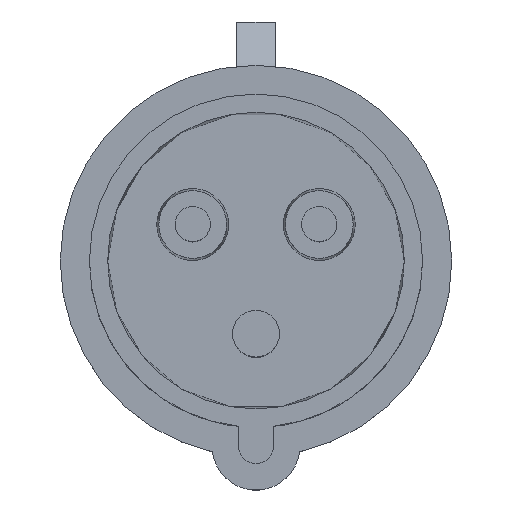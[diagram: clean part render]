
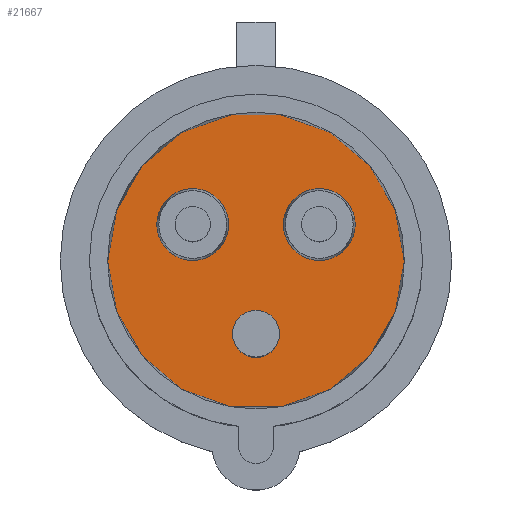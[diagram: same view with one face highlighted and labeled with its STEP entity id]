
A CAD part, top view. The second image highlights one B-rep face of the part: STEP entity #21667.
In plain terms, the highlighted planar face has unit normal (0, 0, 1).
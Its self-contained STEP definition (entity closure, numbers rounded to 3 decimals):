
#203 = EDGE_CURVE ( 'NONE', #1999, #18813, #4198, .T. ) ;
#224 = DIRECTION ( 'NONE',  ( 1., 0., 0. ) ) ;
#802 = DIRECTION ( 'NONE',  ( 1., 0., 0. ) ) ;
#1230 = AXIS2_PLACEMENT_3D ( 'NONE', #6057, #17888, #3865 ) ;
#1505 = DIRECTION ( 'NONE',  ( 0., 0., -1. ) ) ;
#1999 = VERTEX_POINT ( 'NONE', #4773 ) ;
#2504 = CIRCLE ( 'NONE', #13263, 6.15 ) ;
#3478 = CARTESIAN_POINT ( 'NONE',  ( -3.999, -12.5, -1.187 ) ) ;
#3564 = CARTESIAN_POINT ( 'NONE',  ( -25.372, 0., -1.187 ) ) ;
#3849 = CIRCLE ( 'NONE', #18395, 25.372 ) ;
#3865 = DIRECTION ( 'NONE',  ( 1., 0., 0. ) ) ;
#4130 = FACE_OUTER_BOUND ( 'NONE', #20636, .T. ) ;
#4198 = CIRCLE ( 'NONE', #21240, 6.15 ) ;
#4270 = FACE_BOUND ( 'NONE', #15518, .T. ) ;
#4773 = CARTESIAN_POINT ( 'NONE',  ( 16.151, 9.325, -1.187 ) ) ;
#5955 = CIRCLE ( 'NONE', #23403, 6.15 ) ;
#6057 = CARTESIAN_POINT ( 'NONE',  ( 0., 0., -1.187 ) ) ;
#6336 = CARTESIAN_POINT ( 'NONE',  ( 0., -12.5, -1.187 ) ) ;
#6348 = EDGE_CURVE ( 'NONE', #22205, #19705, #19082, .T. ) ;
#6588 = PLANE ( 'NONE',  #18317 ) ;
#6675 = AXIS2_PLACEMENT_3D ( 'NONE', #6336, #22454, #18445 ) ;
#6889 = ORIENTED_EDGE ( 'NONE', *, *, #8640, .T. ) ;
#6897 = EDGE_CURVE ( 'NONE', #15064, #19297, #20771, .T. ) ;
#6985 = EDGE_CURVE ( 'NONE', #19705, #22205, #2504, .T. ) ;
#7168 = DIRECTION ( 'NONE',  ( 0., 0., 1. ) ) ;
#7829 = ORIENTED_EDGE ( 'NONE', *, *, #6348, .F. ) ;
#8222 = CARTESIAN_POINT ( 'NONE',  ( 0., -12.5, -1.187 ) ) ;
#8445 = CARTESIAN_POINT ( 'NONE',  ( -16.151, 9.325, -1.187 ) ) ;
#8640 = EDGE_CURVE ( 'NONE', #22612, #13803, #21222, .T. ) ;
#8692 = CARTESIAN_POINT ( 'NONE',  ( 0., 0., -1.187 ) ) ;
#8825 = CARTESIAN_POINT ( 'NONE',  ( 3.999, -12.5, -1.187 ) ) ;
#9112 = CARTESIAN_POINT ( 'NONE',  ( 10.825, 6.25, -1.187 ) ) ;
#9727 = ORIENTED_EDGE ( 'NONE', *, *, #19156, .F. ) ;
#10529 = CIRCLE ( 'NONE', #21278, 3.999 ) ;
#11159 = CARTESIAN_POINT ( 'NONE',  ( 0., 0., -1.187 ) ) ;
#12057 = DIRECTION ( 'NONE',  ( 0., 0., 1. ) ) ;
#12403 = ORIENTED_EDGE ( 'NONE', *, *, #203, .F. ) ;
#13137 = DIRECTION ( 'NONE',  ( 0., 0., 1. ) ) ;
#13263 = AXIS2_PLACEMENT_3D ( 'NONE', #19868, #12057, #21075 ) ;
#13604 = ORIENTED_EDGE ( 'NONE', *, *, #25627, .F. ) ;
#13803 = VERTEX_POINT ( 'NONE', #8825 ) ;
#13972 = EDGE_LOOP ( 'NONE', ( #9727, #12403 ) ) ;
#14144 = DIRECTION ( 'NONE',  ( 0., 0., 1. ) ) ;
#14211 = DIRECTION ( 'NONE',  ( 0., 0., -1. ) ) ;
#15064 = VERTEX_POINT ( 'NONE', #21216 ) ;
#15516 = CARTESIAN_POINT ( 'NONE',  ( 10.825, 6.25, -1.187 ) ) ;
#15518 = EDGE_LOOP ( 'NONE', ( #17685, #7829 ) ) ;
#15638 = EDGE_LOOP ( 'NONE', ( #6889, #23205 ) ) ;
#16309 = ORIENTED_EDGE ( 'NONE', *, *, #6897, .F. ) ;
#17169 = DIRECTION ( 'NONE',  ( 1., 0., 0. ) ) ;
#17685 = ORIENTED_EDGE ( 'NONE', *, *, #6985, .F. ) ;
#17888 = DIRECTION ( 'NONE',  ( 0., 0., -1. ) ) ;
#17991 = DIRECTION ( 'NONE',  ( 0., 0., 1. ) ) ;
#18317 = AXIS2_PLACEMENT_3D ( 'NONE', #8692, #14144, #224 ) ;
#18395 = AXIS2_PLACEMENT_3D ( 'NONE', #11159, #1505, #19468 ) ;
#18445 = DIRECTION ( 'NONE',  ( 1., 0., 0. ) ) ;
#18568 = CARTESIAN_POINT ( 'NONE',  ( -5.499, 3.175, -1.187 ) ) ;
#18813 = VERTEX_POINT ( 'NONE', #22960 ) ;
#19082 = CIRCLE ( 'NONE', #19097, 6.15 ) ;
#19097 = AXIS2_PLACEMENT_3D ( 'NONE', #25029, #7168, #802 ) ;
#19156 = EDGE_CURVE ( 'NONE', #18813, #1999, #5955, .T. ) ;
#19297 = VERTEX_POINT ( 'NONE', #3564 ) ;
#19468 = DIRECTION ( 'NONE',  ( 1., 0., 0. ) ) ;
#19705 = VERTEX_POINT ( 'NONE', #18568 ) ;
#19868 = CARTESIAN_POINT ( 'NONE',  ( -10.825, 6.25, -1.187 ) ) ;
#20032 = FACE_BOUND ( 'NONE', #15638, .T. ) ;
#20407 = FACE_BOUND ( 'NONE', #13972, .T. ) ;
#20636 = EDGE_LOOP ( 'NONE', ( #16309, #13604 ) ) ;
#20771 = CIRCLE ( 'NONE', #1230, 25.372 ) ;
#21075 = DIRECTION ( 'NONE',  ( 1., 0., 0. ) ) ;
#21216 = CARTESIAN_POINT ( 'NONE',  ( 25.372, 0., -1.187 ) ) ;
#21222 = CIRCLE ( 'NONE', #6675, 3.999 ) ;
#21240 = AXIS2_PLACEMENT_3D ( 'NONE', #9112, #13137, #17169 ) ;
#21278 = AXIS2_PLACEMENT_3D ( 'NONE', #8222, #14211, #22142 ) ;
#21667 = ADVANCED_FACE ( 'NONE', ( #4270, #20407, #20032, #4130 ), #6588, .T. ) ;
#21765 = DIRECTION ( 'NONE',  ( 1., 0., 0. ) ) ;
#22142 = DIRECTION ( 'NONE',  ( 1., 0., 0. ) ) ;
#22205 = VERTEX_POINT ( 'NONE', #8445 ) ;
#22454 = DIRECTION ( 'NONE',  ( 0., 0., -1. ) ) ;
#22612 = VERTEX_POINT ( 'NONE', #3478 ) ;
#22960 = CARTESIAN_POINT ( 'NONE',  ( 5.499, 3.175, -1.187 ) ) ;
#23205 = ORIENTED_EDGE ( 'NONE', *, *, #25027, .T. ) ;
#23403 = AXIS2_PLACEMENT_3D ( 'NONE', #15516, #17991, #21765 ) ;
#25027 = EDGE_CURVE ( 'NONE', #13803, #22612, #10529, .T. ) ;
#25029 = CARTESIAN_POINT ( 'NONE',  ( -10.825, 6.25, -1.187 ) ) ;
#25627 = EDGE_CURVE ( 'NONE', #19297, #15064, #3849, .T. ) ;
